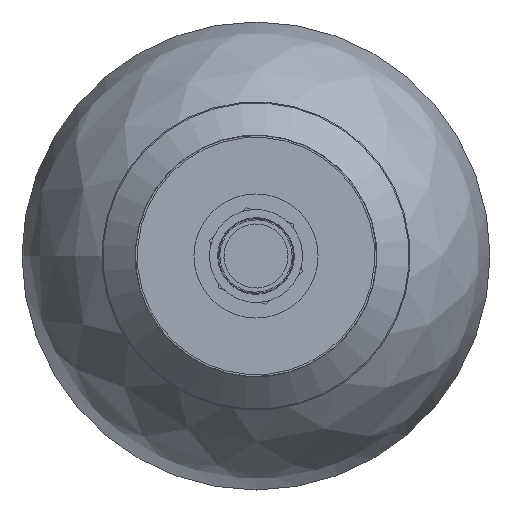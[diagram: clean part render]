
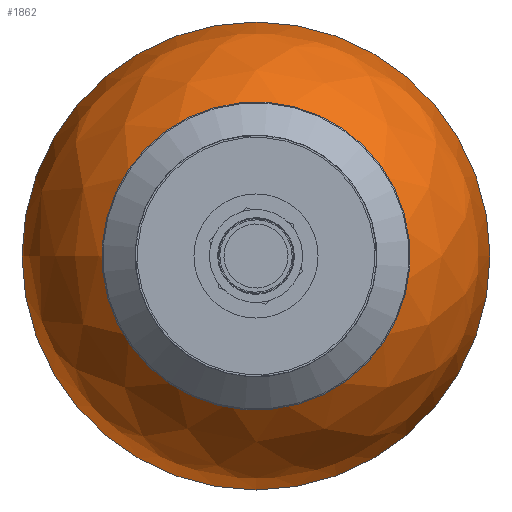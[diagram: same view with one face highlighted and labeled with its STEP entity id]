
A CAD part, left-side view. The second image highlights one B-rep face of the part: STEP entity #1862.
In plain terms, the highlighted free-form (B-spline) face has degree [2, 2] with [3, 9] control points.
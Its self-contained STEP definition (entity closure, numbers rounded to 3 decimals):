
#32=(
BOUNDED_SURFACE()
B_SPLINE_SURFACE(2,2,((#3277,#3278,#3279,#3280,#3281,#3282,#3283,#3284,
#3285),(#3286,#3287,#3288,#3289,#3290,#3291,#3292,#3293,#3294),(#3295,#3296,
#3297,#3298,#3299,#3300,#3301,#3302,#3303)),.TOROIDAL_SURF.,.F.,.T.,.F.)
B_SPLINE_SURFACE_WITH_KNOTS((3,3),(3,2,2,2,3),(-1.327,0.),
(-3.142,-1.571,0.,1.571,3.142),
 .PIECEWISE_BEZIER_KNOTS.)
GEOMETRIC_REPRESENTATION_ITEM()
RATIONAL_B_SPLINE_SURFACE(((1.,0.707,1.,0.707,1.,
0.707,1.,0.707,1.),(0.788,0.557,
0.788,0.557,0.788,0.557,0.788,
0.557,0.788),(1.,0.707,1.,0.707,
1.,0.707,1.,0.707,1.)))
REPRESENTATION_ITEM('')
SURFACE()
);
#571=ORIENTED_EDGE('',*,*,#858,.T.);
#572=ORIENTED_EDGE('',*,*,#859,.F.);
#858=EDGE_CURVE('',#1043,#1043,#1186,.T.);
#859=EDGE_CURVE('',#1044,#1044,#1187,.T.);
#1043=VERTEX_POINT('',#3305);
#1044=VERTEX_POINT('',#3307);
#1186=CIRCLE('',#2185,30.);
#1187=CIRCLE('',#2186,113.1);
#1384=EDGE_LOOP('',(#571));
#1385=EDGE_LOOP('',(#572));
#1630=FACE_BOUND('',#1384,.T.);
#1631=FACE_BOUND('',#1385,.T.);
#1862=ADVANCED_FACE('',(#1630,#1631),#32,.F.);
#2185=AXIS2_PLACEMENT_3D('',#3304,#2677,#2678);
#2186=AXIS2_PLACEMENT_3D('',#3306,#2679,#2680);
#2677=DIRECTION('',(1.,0.,0.));
#2678=DIRECTION('',(0.,1.,0.));
#2679=DIRECTION('',(1.,0.,0.));
#2680=DIRECTION('',(0.,1.,0.));
#3277=CARTESIAN_POINT('',(-246.968,-49.6,30.));
#3278=CARTESIAN_POINT('',(-246.968,-79.6,30.));
#3279=CARTESIAN_POINT('',(-246.968,-79.6,0.));
#3280=CARTESIAN_POINT('',(-246.968,-79.6,-30.));
#3281=CARTESIAN_POINT('',(-246.968,-49.6,-30.));
#3282=CARTESIAN_POINT('',(-246.968,-19.6,-30.));
#3283=CARTESIAN_POINT('',(-246.968,-19.6,0.));
#3284=CARTESIAN_POINT('',(-246.968,-19.6,30.));
#3285=CARTESIAN_POINT('',(-246.968,-49.6,30.));
#3286=CARTESIAN_POINT('',(-226.292,-49.6,113.1));
#3287=CARTESIAN_POINT('',(-226.292,-162.7,113.1));
#3288=CARTESIAN_POINT('',(-226.292,-162.7,0.));
#3289=CARTESIAN_POINT('',(-226.292,-162.7,-113.1));
#3290=CARTESIAN_POINT('',(-226.292,-49.6,-113.1));
#3291=CARTESIAN_POINT('',(-226.292,63.5,-113.1));
#3292=CARTESIAN_POINT('',(-226.292,63.5,0.));
#3293=CARTESIAN_POINT('',(-226.292,63.5,113.1));
#3294=CARTESIAN_POINT('',(-226.292,-49.6,113.1));
#3295=CARTESIAN_POINT('',(-140.659,-49.6,113.1));
#3296=CARTESIAN_POINT('',(-140.659,-162.7,113.1));
#3297=CARTESIAN_POINT('',(-140.659,-162.7,0.));
#3298=CARTESIAN_POINT('',(-140.659,-162.7,-113.1));
#3299=CARTESIAN_POINT('',(-140.659,-49.6,-113.1));
#3300=CARTESIAN_POINT('',(-140.659,63.5,-113.1));
#3301=CARTESIAN_POINT('',(-140.659,63.5,0.));
#3302=CARTESIAN_POINT('',(-140.659,63.5,113.1));
#3303=CARTESIAN_POINT('',(-140.659,-49.6,113.1));
#3304=CARTESIAN_POINT('',(-246.968,-49.6,0.));
#3305=CARTESIAN_POINT('',(-246.968,-19.6,0.));
#3306=CARTESIAN_POINT('',(-140.659,-49.6,0.));
#3307=CARTESIAN_POINT('',(-140.659,63.5,0.));
